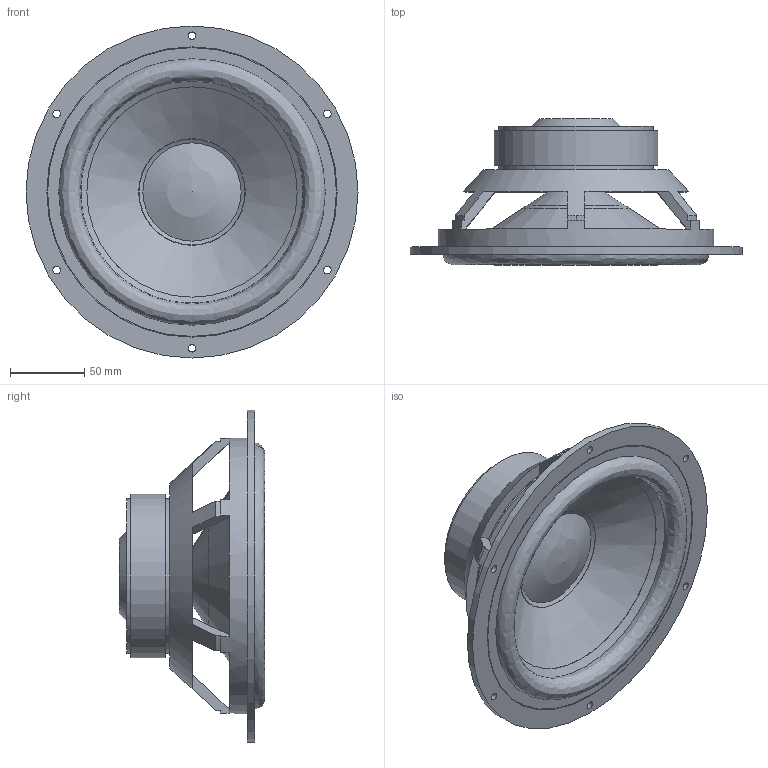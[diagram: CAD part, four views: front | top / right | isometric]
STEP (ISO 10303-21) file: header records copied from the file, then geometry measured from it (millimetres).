
FILE_DESCRIPTION(('FreeCAD Model'),'2;1');
FILE_NAME('Gradient_MDS_08.step','2020-08-24T23:13:41',('Author'),(''), 'Open CASCADE STEP processor 6.8','FreeCAD','Unknown');
FILE_SCHEMA(('AUTOMOTIVE_DESIGN_CC2 { 1 2 10303 214 -1 1 5 4 }'));
Length unit declared in the file: millimetre
Products named in the file (1): Gradient_MDS_08
Bounding box: 223 x 97.99 x 223 mm (x, y, z)
Volume: 553366.3 mm3; surface area: 223336.1 mm2
Topology: 1 solids, 1 shells, 96 faces, 240 edges, 151 vertices
Faces by surface type: plane 49, cylinder 30, cone 12, revolution 3, sphere 2
Full cylindrical faces by diameter (mm): 5 x6, 14 x1, 34 x1, 35 x1, 36 x3, 37 x1, 80 x1, 104 x2, 110 x1, 130 x1, 179 x1, 185 x1, 194 x1, 195 x1, 223 x1
Entity records: 6959 total; most frequent: CARTESIAN_POINT 1613, DIRECTION 877, ORIENTED_EDGE 478, PCURVE 476, DEFINITIONAL_REPRESENTATION 476, LINE 365, VECTOR 365, AXIS2_PLACEMENT_3D 239
